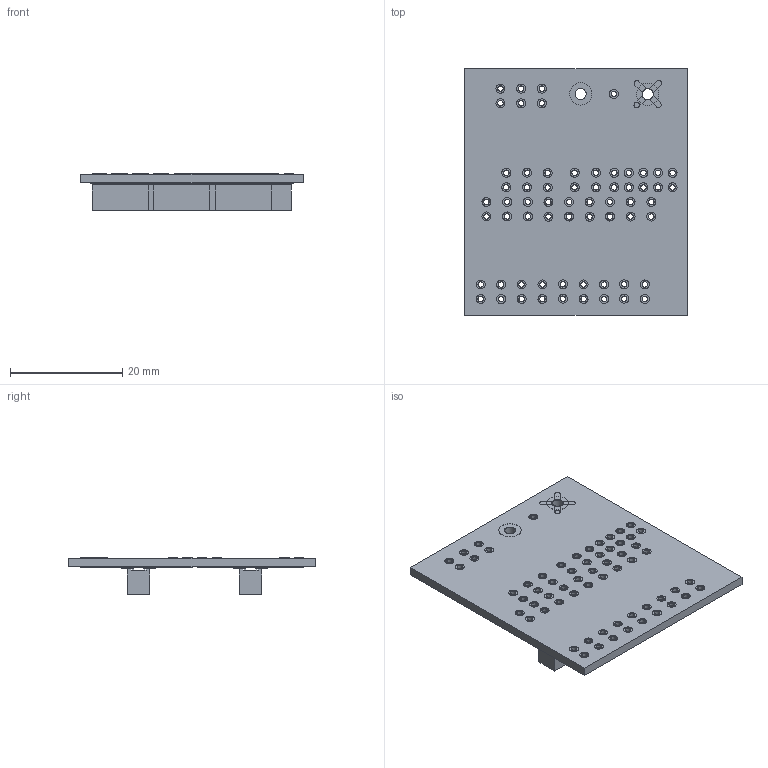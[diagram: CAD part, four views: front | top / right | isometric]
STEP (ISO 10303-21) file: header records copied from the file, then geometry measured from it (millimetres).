
FILE_DESCRIPTION(('KiCad electronic assembly'),'2;1');
FILE_NAME('connecteur.step','2025-02-07T23:45:07',('Pcbnew'),('Kicad'), 'Open CASCADE STEP processor 7.7','KiCad to STEP converter','Unknown' );
FILE_SCHEMA(('AUTOMOTIVE_DESIGN { 1 0 10303 214 1 1 1 1 }'));
Length unit declared in the file: millimetre
Products named in the file (434): connecteur 1; PinSocket_2x05_P2.00mm_Vertical_SMD; PinSocket_2x05_P200mm_Vertical_SMD; connecteur_track_1; connecteur_track_2; connecteur_track_3; connecteur_track_4; connecteur_track_5; connecteur_track_6; connecteur_track_7; connecteur_track_8; connecteur_track_9; connecteur_track_10; connecteur_track_11; connecteur_track_12; connecteur_track_13; connecteur_track_14; connecteur_track_15; connecteur_track_16; connecteur_track_17; connecteur_track_18; connecteur_track_19; connecteur_track_20; connecteur_track_21; connecteur_track_22; connecteur_track_23; connecteur_track_24; connecteur_track_25; connecteur_track_26; connecteur_track_27; connecteur_track_28; connecteur_track_29; connecteur_track_30; connecteur_track_31; connecteur_track_32; connecteur_track_33; connecteur_track_34; connecteur_track_35; connecteur_track_36; connecteur_track_37 ...
Assembly tree (438 placements, depth 3):
  connecteur 1
    PinSocket_2x05_P2.00mm_Vertical_SMD  x6
      PinSocket_2x05_P200mm_Vertical_SMD
    connecteur_track_1
    connecteur_track_2
    connecteur_track_3
    connecteur_track_4
    connecteur_track_5
    connecteur_track_6
    connecteur_track_7
    connecteur_track_8
    connecteur_track_9
    connecteur_track_10
    connecteur_track_11
    connecteur_track_12
    connecteur_track_13
    connecteur_track_14
    connecteur_track_15
    connecteur_track_16
    connecteur_track_17
    connecteur_track_18
    connecteur_track_19
    connecteur_track_20
    connecteur_track_21
    connecteur_track_22
    connecteur_track_23
    connecteur_track_24
    connecteur_track_25
    connecteur_track_26
    connecteur_track_27
    connecteur_track_28
    connecteur_track_29
    connecteur_track_30
    connecteur_track_31
    connecteur_track_32
    connecteur_track_33
    connecteur_track_34
    connecteur_track_35
    connecteur_track_36
    connecteur_track_37
    connecteur_track_38
    connecteur_track_39
    connecteur_track_40
    connecteur_track_41
    connecteur_track_42
    connecteur_track_43
    connecteur_track_44
    connecteur_track_45
    connecteur_track_46
    connecteur_track_47
    connecteur_track_48
    connecteur_track_49
    connecteur_track_50
    connecteur_track_51
    connecteur_track_52
    connecteur_track_53
    connecteur_track_54
    connecteur_track_55
    connecteur_track_56
    connecteur_track_57
Bounding box: 39.8 x 44 x 6.49 mm (x, y, z)
Volume: 3743.7 mm3; surface area: 7743.8 mm2
Topology: 429 solids, 429 shells, 4373 faces, 9525 edges, 6190 vertices
Faces by surface type: plane 3401, cylinder 972
Full cylindrical faces by diameter (mm): 0.95 x189, 1 x126, 1.6 x126, 1.95 x7, 2 x4, 4 x4
Entity records: 79594 total; most frequent: DIRECTION 12673, CARTESIAN_POINT 11327, ORIENTED_EDGE 10010, EDGE_CURVE 5005, AXIS2_PLACEMENT_3D 4656, LINE 3361, VECTOR 3361, VERTEX_POINT 3310
